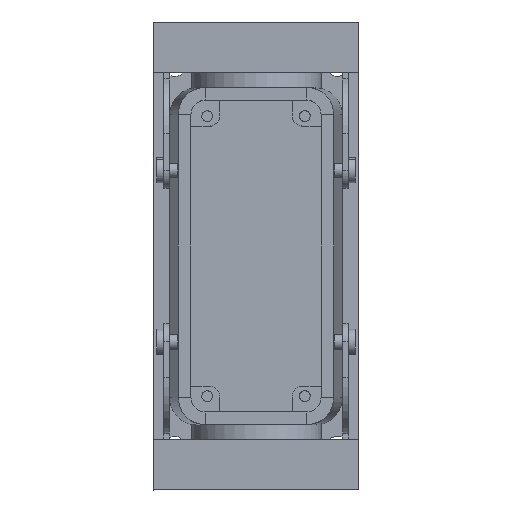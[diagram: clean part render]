
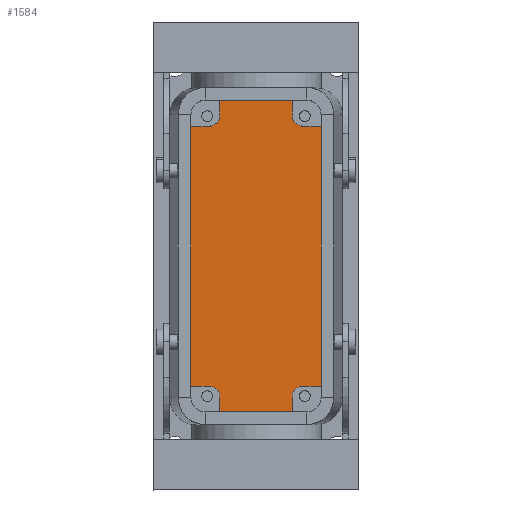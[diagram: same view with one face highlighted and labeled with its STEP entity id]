
A CAD part, top view. The second image highlights one B-rep face of the part: STEP entity #1584.
In plain terms, the highlighted planar face has unit normal (0, 0, 1).
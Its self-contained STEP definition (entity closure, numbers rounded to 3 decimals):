
#1432=AXIS2_PLACEMENT_3D('Plane Axis2P3D',#1429,#1430,#1431) ;
#337=CARTESIAN_POINT('Vertex',(38.5,21.6,5.5)) ;
#340=CARTESIAN_POINT('Line Origine',(28.5,21.6,5.5)) ;
#344=CARTESIAN_POINT('Vertex',(18.5,21.6,5.5)) ;
#1410=CARTESIAN_POINT('Line Origine',(38.5,23.675,5.5)) ;
#1414=CARTESIAN_POINT('Vertex',(38.5,25.75,5.5)) ;
#1429=CARTESIAN_POINT('Axis2P3D Location',(28.5,64.75,5.5)) ;
#1435=CARTESIAN_POINT('Control Point',(15.5,28.75,5.5)) ;
#1436=CARTESIAN_POINT('Control Point',(15.839,28.75,5.5)) ;
#1437=CARTESIAN_POINT('Control Point',(16.179,28.702,5.5)) ;
#1438=CARTESIAN_POINT('Control Point',(16.509,28.606,5.5)) ;
#1439=CARTESIAN_POINT('Control Point',(17.134,28.323,5.5)) ;
#1440=CARTESIAN_POINT('Control Point',(17.655,27.878,5.5)) ;
#1441=CARTESIAN_POINT('Control Point',(17.883,27.62,5.5)) ;
#1442=CARTESIAN_POINT('Control Point',(18.217,27.111,5.5)) ;
#1443=CARTESIAN_POINT('Control Point',(18.413,26.537,5.5)) ;
#1444=CARTESIAN_POINT('Control Point',(18.471,26.277,5.5)) ;
#1445=CARTESIAN_POINT('Control Point',(18.5,26.014,5.5)) ;
#1446=CARTESIAN_POINT('Control Point',(18.5,25.75,5.5)) ;
#1447=CARTESIAN_POINT('Vertex',(18.5,25.75,5.5)) ;
#1449=CARTESIAN_POINT('Vertex',(15.5,28.75,5.5)) ;
#1452=CARTESIAN_POINT('Line Origine',(18.5,23.675,5.5)) ;
#1458=CARTESIAN_POINT('Control Point',(38.5,25.75,5.5)) ;
#1459=CARTESIAN_POINT('Control Point',(38.5,26.089,5.5)) ;
#1460=CARTESIAN_POINT('Control Point',(38.548,26.429,5.5)) ;
#1461=CARTESIAN_POINT('Control Point',(38.644,26.759,5.5)) ;
#1462=CARTESIAN_POINT('Control Point',(38.927,27.384,5.5)) ;
#1463=CARTESIAN_POINT('Control Point',(39.372,27.905,5.5)) ;
#1464=CARTESIAN_POINT('Control Point',(39.63,28.133,5.5)) ;
#1465=CARTESIAN_POINT('Control Point',(40.139,28.467,5.5)) ;
#1466=CARTESIAN_POINT('Control Point',(40.713,28.663,5.5)) ;
#1467=CARTESIAN_POINT('Control Point',(40.973,28.721,5.5)) ;
#1468=CARTESIAN_POINT('Control Point',(41.236,28.75,5.5)) ;
#1469=CARTESIAN_POINT('Control Point',(41.5,28.75,5.5)) ;
#1470=CARTESIAN_POINT('Vertex',(41.5,28.75,5.5)) ;
#1473=CARTESIAN_POINT('Line Origine',(44.,28.75,5.5)) ;
#1477=CARTESIAN_POINT('Vertex',(46.5,28.75,5.5)) ;
#1480=CARTESIAN_POINT('Line Origine',(46.5,64.75,5.5)) ;
#1484=CARTESIAN_POINT('Vertex',(46.5,100.75,5.5)) ;
#1487=CARTESIAN_POINT('Line Origine',(44.,100.75,5.5)) ;
#1491=CARTESIAN_POINT('Vertex',(41.5,100.75,5.5)) ;
#1495=CARTESIAN_POINT('Control Point',(41.5,100.75,5.5)) ;
#1496=CARTESIAN_POINT('Control Point',(41.161,100.75,5.5)) ;
#1497=CARTESIAN_POINT('Control Point',(40.821,100.798,5.5)) ;
#1498=CARTESIAN_POINT('Control Point',(40.491,100.894,5.5)) ;
#1499=CARTESIAN_POINT('Control Point',(39.866,101.177,5.5)) ;
#1500=CARTESIAN_POINT('Control Point',(39.345,101.622,5.5)) ;
#1501=CARTESIAN_POINT('Control Point',(39.117,101.88,5.5)) ;
#1502=CARTESIAN_POINT('Control Point',(38.783,102.389,5.5)) ;
#1503=CARTESIAN_POINT('Control Point',(38.587,102.963,5.5)) ;
#1504=CARTESIAN_POINT('Control Point',(38.529,103.223,5.5)) ;
#1505=CARTESIAN_POINT('Control Point',(38.5,103.486,5.5)) ;
#1506=CARTESIAN_POINT('Control Point',(38.5,103.75,5.5)) ;
#1507=CARTESIAN_POINT('Vertex',(38.5,103.75,5.5)) ;
#1510=CARTESIAN_POINT('Line Origine',(38.5,105.825,5.5)) ;
#1514=CARTESIAN_POINT('Vertex',(38.5,107.9,5.5)) ;
#1517=CARTESIAN_POINT('Line Origine',(28.5,107.9,5.5)) ;
#1521=CARTESIAN_POINT('Vertex',(18.5,107.9,5.5)) ;
#1524=CARTESIAN_POINT('Line Origine',(18.5,105.825,5.5)) ;
#1528=CARTESIAN_POINT('Vertex',(18.5,103.75,5.5)) ;
#1532=CARTESIAN_POINT('Control Point',(18.5,103.75,5.5)) ;
#1533=CARTESIAN_POINT('Control Point',(18.5,103.411,5.5)) ;
#1534=CARTESIAN_POINT('Control Point',(18.452,103.071,5.5)) ;
#1535=CARTESIAN_POINT('Control Point',(18.356,102.741,5.5)) ;
#1536=CARTESIAN_POINT('Control Point',(18.073,102.116,5.5)) ;
#1537=CARTESIAN_POINT('Control Point',(17.628,101.595,5.5)) ;
#1538=CARTESIAN_POINT('Control Point',(17.37,101.367,5.5)) ;
#1539=CARTESIAN_POINT('Control Point',(16.861,101.033,5.5)) ;
#1540=CARTESIAN_POINT('Control Point',(16.287,100.837,5.5)) ;
#1541=CARTESIAN_POINT('Control Point',(16.027,100.779,5.5)) ;
#1542=CARTESIAN_POINT('Control Point',(15.764,100.75,5.5)) ;
#1543=CARTESIAN_POINT('Control Point',(15.5,100.75,5.5)) ;
#1544=CARTESIAN_POINT('Vertex',(15.5,100.75,5.5)) ;
#1547=CARTESIAN_POINT('Line Origine',(13.,100.75,5.5)) ;
#1551=CARTESIAN_POINT('Vertex',(10.5,100.75,5.5)) ;
#1554=CARTESIAN_POINT('Line Origine',(10.5,64.75,5.5)) ;
#1558=CARTESIAN_POINT('Vertex',(10.5,28.75,5.5)) ;
#1561=CARTESIAN_POINT('Line Origine',(13.,28.75,5.5)) ;
#341=DIRECTION('Vector Direction',(1.,0.,0.)) ;
#1411=DIRECTION('Vector Direction',(0.,-1.,0.)) ;
#1430=DIRECTION('Axis2P3D Direction',(-0.,0.,1.)) ;
#1431=DIRECTION('Axis2P3D XDirection',(0.,-1.,0.)) ;
#1453=DIRECTION('Vector Direction',(0.,-1.,0.)) ;
#1474=DIRECTION('Vector Direction',(-1.,0.,0.)) ;
#1481=DIRECTION('Vector Direction',(0.,-1.,0.)) ;
#1488=DIRECTION('Vector Direction',(-1.,0.,0.)) ;
#1511=DIRECTION('Vector Direction',(0.,1.,0.)) ;
#1518=DIRECTION('Vector Direction',(-1.,0.,0.)) ;
#1525=DIRECTION('Vector Direction',(0.,1.,0.)) ;
#1548=DIRECTION('Vector Direction',(1.,0.,0.)) ;
#1555=DIRECTION('Vector Direction',(0.,1.,0.)) ;
#1562=DIRECTION('Vector Direction',(1.,0.,0.)) ;
#342=VECTOR('Line Direction',#341,1.) ;
#1412=VECTOR('Line Direction',#1411,1.) ;
#1454=VECTOR('Line Direction',#1453,1.) ;
#1475=VECTOR('Line Direction',#1474,1.) ;
#1482=VECTOR('Line Direction',#1481,1.) ;
#1489=VECTOR('Line Direction',#1488,1.) ;
#1512=VECTOR('Line Direction',#1511,1.) ;
#1519=VECTOR('Line Direction',#1518,1.) ;
#1526=VECTOR('Line Direction',#1525,1.) ;
#1549=VECTOR('Line Direction',#1548,1.) ;
#1556=VECTOR('Line Direction',#1555,1.) ;
#1563=VECTOR('Line Direction',#1562,1.) ;
#1567=ORIENTED_EDGE('',*,*,#1451,.F.) ;
#1568=ORIENTED_EDGE('',*,*,#1456,.T.) ;
#1569=ORIENTED_EDGE('',*,*,#346,.T.) ;
#1570=ORIENTED_EDGE('',*,*,#1416,.F.) ;
#1571=ORIENTED_EDGE('',*,*,#1472,.F.) ;
#1572=ORIENTED_EDGE('',*,*,#1479,.F.) ;
#1573=ORIENTED_EDGE('',*,*,#1486,.T.) ;
#1574=ORIENTED_EDGE('',*,*,#1493,.T.) ;
#1575=ORIENTED_EDGE('',*,*,#1509,.F.) ;
#1576=ORIENTED_EDGE('',*,*,#1516,.T.) ;
#1577=ORIENTED_EDGE('',*,*,#1523,.T.) ;
#1578=ORIENTED_EDGE('',*,*,#1530,.F.) ;
#1579=ORIENTED_EDGE('',*,*,#1546,.F.) ;
#1580=ORIENTED_EDGE('',*,*,#1553,.F.) ;
#1581=ORIENTED_EDGE('',*,*,#1560,.T.) ;
#1582=ORIENTED_EDGE('',*,*,#1565,.T.) ;
#1584=ADVANCED_FACE('Housing',(#1583),#1433,.T.) ;
#1434=B_SPLINE_CURVE_WITH_KNOTS('',5,(#1435,#1436,#1437,#1438,#1439,#1440,#1441,#1442,#1443,#1444,#1445,#1446),.UNSPECIFIED.,.F.,.U.,(6,3,3,6),(0.,2.4,4.8,6.664),.UNSPECIFIED.) ;
#1457=B_SPLINE_CURVE_WITH_KNOTS('',5,(#1458,#1459,#1460,#1461,#1462,#1463,#1464,#1465,#1466,#1467,#1468,#1469),.UNSPECIFIED.,.F.,.U.,(6,3,3,6),(0.,2.4,4.8,6.664),.UNSPECIFIED.) ;
#1494=B_SPLINE_CURVE_WITH_KNOTS('',5,(#1495,#1496,#1497,#1498,#1499,#1500,#1501,#1502,#1503,#1504,#1505,#1506),.UNSPECIFIED.,.F.,.U.,(6,3,3,6),(0.,2.4,4.8,6.664),.UNSPECIFIED.) ;
#1531=B_SPLINE_CURVE_WITH_KNOTS('',5,(#1532,#1533,#1534,#1535,#1536,#1537,#1538,#1539,#1540,#1541,#1542,#1543),.UNSPECIFIED.,.F.,.U.,(6,3,3,6),(0.,2.4,4.8,6.664),.UNSPECIFIED.) ;
#346=EDGE_CURVE('',#345,#338,#343,.T.) ;
#1416=EDGE_CURVE('',#1415,#338,#1413,.T.) ;
#1451=EDGE_CURVE('',#1448,#1450,#1434,.F.) ;
#1456=EDGE_CURVE('',#1448,#345,#1455,.T.) ;
#1472=EDGE_CURVE('',#1471,#1415,#1457,.F.) ;
#1479=EDGE_CURVE('',#1478,#1471,#1476,.T.) ;
#1486=EDGE_CURVE('',#1478,#1485,#1483,.F.) ;
#1493=EDGE_CURVE('',#1485,#1492,#1490,.T.) ;
#1509=EDGE_CURVE('',#1508,#1492,#1494,.F.) ;
#1516=EDGE_CURVE('',#1508,#1515,#1513,.T.) ;
#1523=EDGE_CURVE('',#1515,#1522,#1520,.T.) ;
#1530=EDGE_CURVE('',#1529,#1522,#1527,.T.) ;
#1546=EDGE_CURVE('',#1545,#1529,#1531,.F.) ;
#1553=EDGE_CURVE('',#1552,#1545,#1550,.T.) ;
#1560=EDGE_CURVE('',#1552,#1559,#1557,.F.) ;
#1565=EDGE_CURVE('',#1559,#1450,#1564,.T.) ;
#1566=EDGE_LOOP('',(#1567,#1568,#1569,#1570,#1571,#1572,#1573,#1574,#1575,#1576,#1577,#1578,#1579,#1580,#1581,#1582)) ;
#1583=FACE_OUTER_BOUND('',#1566,.T.) ;
#343=LINE('Line',#340,#342) ;
#1413=LINE('Line',#1410,#1412) ;
#1455=LINE('Line',#1452,#1454) ;
#1476=LINE('Line',#1473,#1475) ;
#1483=LINE('Line',#1480,#1482) ;
#1490=LINE('Line',#1487,#1489) ;
#1513=LINE('Line',#1510,#1512) ;
#1520=LINE('Line',#1517,#1519) ;
#1527=LINE('Line',#1524,#1526) ;
#1550=LINE('Line',#1547,#1549) ;
#1557=LINE('Line',#1554,#1556) ;
#1564=LINE('Line',#1561,#1563) ;
#1433=PLANE('',#1432) ;
#338=VERTEX_POINT('',#337) ;
#345=VERTEX_POINT('',#344) ;
#1415=VERTEX_POINT('',#1414) ;
#1448=VERTEX_POINT('',#1447) ;
#1450=VERTEX_POINT('',#1449) ;
#1471=VERTEX_POINT('',#1470) ;
#1478=VERTEX_POINT('',#1477) ;
#1485=VERTEX_POINT('',#1484) ;
#1492=VERTEX_POINT('',#1491) ;
#1508=VERTEX_POINT('',#1507) ;
#1515=VERTEX_POINT('',#1514) ;
#1522=VERTEX_POINT('',#1521) ;
#1529=VERTEX_POINT('',#1528) ;
#1545=VERTEX_POINT('',#1544) ;
#1552=VERTEX_POINT('',#1551) ;
#1559=VERTEX_POINT('',#1558) ;
